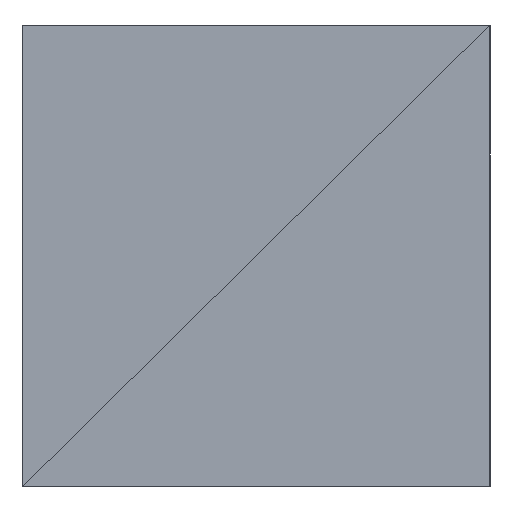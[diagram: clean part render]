
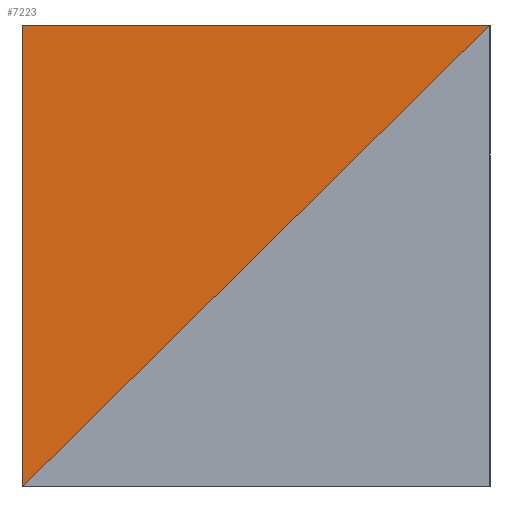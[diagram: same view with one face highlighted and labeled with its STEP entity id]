
A CAD part, left-side view. The second image highlights one B-rep face of the part: STEP entity #7223.
In plain terms, the highlighted planar face has unit normal (-1, 0, 0).
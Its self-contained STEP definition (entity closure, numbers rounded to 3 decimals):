
#6782 = VERTEX_POINT('',#6783);
#6783 = CARTESIAN_POINT('',(0.,0.2,0.197));
#7161 = PLANE('',#7162);
#7162 = AXIS2_PLACEMENT_3D('',#7163,#7164,#7165);
#7163 = CARTESIAN_POINT('',(0.015,0.,0.197));
#7164 = DIRECTION('',(0.,0.,-1.));
#7165 = DIRECTION('',(-1.,0.,-0.));
#7177 = EDGE_CURVE('',#7178,#6782,#7180,.T.);
#7178 = VERTEX_POINT('',#7179);
#7179 = CARTESIAN_POINT('',(0.,0.,0.197));
#7180 = SURFACE_CURVE('',#7181,(#7185,#7191),.PCURVE_S1.);
#7181 = LINE('',#7182,#7183);
#7182 = CARTESIAN_POINT('',(0.,0.,0.197));
#7183 = VECTOR('',#7184,1.);
#7184 = DIRECTION('',(0.,1.,0.));
#7185 = PCURVE('',#7161,#7186);
#7186 = DEFINITIONAL_REPRESENTATION('',(#7187),#7190);
#7187 = B_SPLINE_CURVE_WITH_KNOTS('',1,(#7188,#7189),.UNSPECIFIED.,.F.,
  .F.,(2,2),(0.,0.2),.PIECEWISE_BEZIER_KNOTS.);
#7188 = CARTESIAN_POINT('',(0.015,0.));
#7189 = CARTESIAN_POINT('',(0.015,0.2));
#7190 = ( GEOMETRIC_REPRESENTATION_CONTEXT(2) 
PARAMETRIC_REPRESENTATION_CONTEXT() REPRESENTATION_CONTEXT('2D SPACE',''
  ) );
#7191 = PCURVE('',#7192,#7197);
#7192 = PLANE('',#7193);
#7193 = AXIS2_PLACEMENT_3D('',#7194,#7195,#7196);
#7194 = CARTESIAN_POINT('',(0.,0.2,0.197));
#7195 = DIRECTION('',(1.,0.,0.));
#7196 = DIRECTION('',(-0.,0.,1.));
#7197 = DEFINITIONAL_REPRESENTATION('',(#7198),#7202);
#7198 = LINE('',#7199,#7200);
#7199 = CARTESIAN_POINT('',(0.,0.2));
#7200 = VECTOR('',#7201,1.);
#7201 = DIRECTION('',(0.,-1.));
#7202 = ( GEOMETRIC_REPRESENTATION_CONTEXT(2) 
PARAMETRIC_REPRESENTATION_CONTEXT() REPRESENTATION_CONTEXT('2D SPACE',''
  ) );
#7223 = ADVANCED_FACE('',(#7224),#7192,.F.);
#7224 = FACE_BOUND('',#7225,.T.);
#7225 = EDGE_LOOP('',(#7226,#7253,#7278));
#7226 = ORIENTED_EDGE('',*,*,#7227,.T.);
#7227 = EDGE_CURVE('',#6782,#7228,#7230,.T.);
#7228 = VERTEX_POINT('',#7229);
#7229 = CARTESIAN_POINT('',(0.,0.2,0.));
#7230 = SURFACE_CURVE('',#7231,(#7235,#7242),.PCURVE_S1.);
#7231 = LINE('',#7232,#7233);
#7232 = CARTESIAN_POINT('',(0.,0.2,0.197));
#7233 = VECTOR('',#7234,1.);
#7234 = DIRECTION('',(0.,0.,-1.));
#7235 = PCURVE('',#7192,#7236);
#7236 = DEFINITIONAL_REPRESENTATION('',(#7237),#7241);
#7237 = LINE('',#7238,#7239);
#7238 = CARTESIAN_POINT('',(0.,0.));
#7239 = VECTOR('',#7240,1.);
#7240 = DIRECTION('',(-1.,0.));
#7241 = ( GEOMETRIC_REPRESENTATION_CONTEXT(2) 
PARAMETRIC_REPRESENTATION_CONTEXT() REPRESENTATION_CONTEXT('2D SPACE',''
  ) );
#7242 = PCURVE('',#7243,#7248);
#7243 = PLANE('',#7244);
#7244 = AXIS2_PLACEMENT_3D('',#7245,#7246,#7247);
#7245 = CARTESIAN_POINT('',(0.,0.2,0.197));
#7246 = DIRECTION('',(0.,-1.,0.));
#7247 = DIRECTION('',(0.,-0.,-1.));
#7248 = DEFINITIONAL_REPRESENTATION('',(#7249),#7252);
#7249 = B_SPLINE_CURVE_WITH_KNOTS('',1,(#7250,#7251),.UNSPECIFIED.,.F.,
  .F.,(2,2),(0.,0.197),.PIECEWISE_BEZIER_KNOTS.);
#7250 = CARTESIAN_POINT('',(0.,0.));
#7251 = CARTESIAN_POINT('',(0.197,0.));
#7252 = ( GEOMETRIC_REPRESENTATION_CONTEXT(2) 
PARAMETRIC_REPRESENTATION_CONTEXT() REPRESENTATION_CONTEXT('2D SPACE',''
  ) );
#7253 = ORIENTED_EDGE('',*,*,#7254,.T.);
#7254 = EDGE_CURVE('',#7228,#7178,#7255,.T.);
#7255 = SURFACE_CURVE('',#7256,(#7260,#7267),.PCURVE_S1.);
#7256 = LINE('',#7257,#7258);
#7257 = CARTESIAN_POINT('',(0.,0.2,0.));
#7258 = VECTOR('',#7259,1.);
#7259 = DIRECTION('',(0.,-0.712,0.702));
#7260 = PCURVE('',#7192,#7261);
#7261 = DEFINITIONAL_REPRESENTATION('',(#7262),#7266);
#7262 = LINE('',#7263,#7264);
#7263 = CARTESIAN_POINT('',(-0.197,0.));
#7264 = VECTOR('',#7265,1.);
#7265 = DIRECTION('',(0.702,0.712));
#7266 = ( GEOMETRIC_REPRESENTATION_CONTEXT(2) 
PARAMETRIC_REPRESENTATION_CONTEXT() REPRESENTATION_CONTEXT('2D SPACE',''
  ) );
#7267 = PCURVE('',#7268,#7273);
#7268 = PLANE('',#7269);
#7269 = AXIS2_PLACEMENT_3D('',#7270,#7271,#7272);
#7270 = CARTESIAN_POINT('',(0.,0.,0.197));
#7271 = DIRECTION('',(1.,0.,0.));
#7272 = DIRECTION('',(-0.,0.,1.));
#7273 = DEFINITIONAL_REPRESENTATION('',(#7274),#7277);
#7274 = B_SPLINE_CURVE_WITH_KNOTS('',1,(#7275,#7276),.UNSPECIFIED.,.F.,
  .F.,(2,2),(0.,0.281),.PIECEWISE_BEZIER_KNOTS.);
#7275 = CARTESIAN_POINT('',(-0.197,-0.2));
#7276 = CARTESIAN_POINT('',(0.,0.));
#7277 = ( GEOMETRIC_REPRESENTATION_CONTEXT(2) 
PARAMETRIC_REPRESENTATION_CONTEXT() REPRESENTATION_CONTEXT('2D SPACE',''
  ) );
#7278 = ORIENTED_EDGE('',*,*,#7177,.T.);
